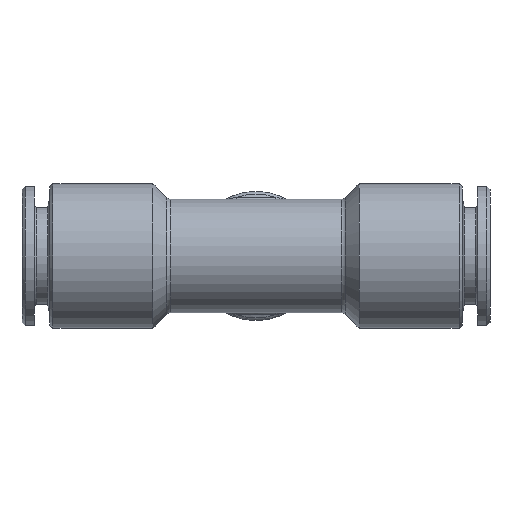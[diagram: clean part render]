
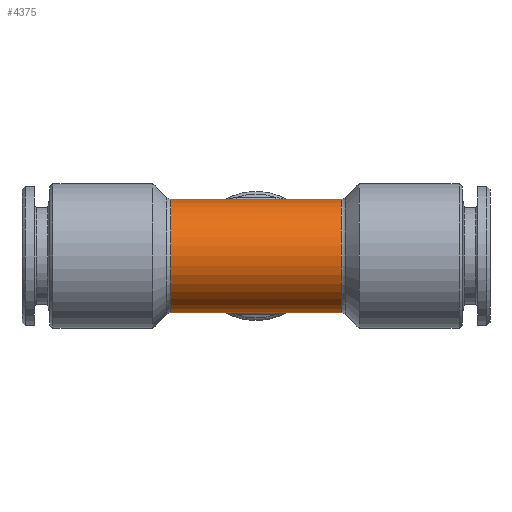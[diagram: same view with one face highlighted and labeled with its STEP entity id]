
A CAD part, front view. The second image highlights one B-rep face of the part: STEP entity #4375.
In plain terms, the highlighted cylindrical face has radius 5.5 mm (diameter 11 mm), a partial arc.
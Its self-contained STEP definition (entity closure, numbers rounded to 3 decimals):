
#2090 = DIRECTION ( 'NONE',  ( -1., 0., 0. ) ) ;
#2091 = CARTESIAN_POINT ( 'NONE',  ( -8.293, -9., 0. ) ) ;
#2092 = AXIS2_PLACEMENT_3D ( 'NONE', #2091, #2090, #2153 ) ;
#2093 = CIRCLE ( 'NONE', #2092, 5.5 ) ;
#2145 = CARTESIAN_POINT ( 'NONE',  ( 8.293, -9., -5.5 ) ) ;
#2146 = CARTESIAN_POINT ( 'NONE',  ( 8.293, -9., 5.5 ) ) ;
#2152 = CARTESIAN_POINT ( 'NONE',  ( -8.293, -9., -5.5 ) ) ;
#2153 = DIRECTION ( 'NONE',  ( 0., 0., -1. ) ) ;
#2198 = DIRECTION ( 'NONE',  ( 0., 0., -1. ) ) ;
#2199 = DIRECTION ( 'NONE',  ( -1., 0., 0. ) ) ;
#2200 = CARTESIAN_POINT ( 'NONE',  ( 0., -9., 0. ) ) ;
#2201 = AXIS2_PLACEMENT_3D ( 'NONE', #2200, #2199, #2198 ) ;
#2202 = CYLINDRICAL_SURFACE ( 'NONE', #2201, 5.5 ) ;
#2203 = FACE_OUTER_BOUND ( 'NONE', #4367, .T. ) ;
#2204 = DIRECTION ( 'NONE',  ( -1., 0., 0. ) ) ;
#2205 = VECTOR ( 'NONE', #2204, 1000. ) ;
#2206 = CARTESIAN_POINT ( 'NONE',  ( 0., -9., -5.5 ) ) ;
#2212 = LINE ( 'NONE', #2206, #2205 ) ;
#2225 = CARTESIAN_POINT ( 'NONE',  ( -8.293, -9., 5.5 ) ) ;
#2293 = DIRECTION ( 'NONE',  ( -1., 0., 0. ) ) ;
#2294 = VECTOR ( 'NONE', #2293, 1000. ) ;
#2295 = CARTESIAN_POINT ( 'NONE',  ( 0., -9., 5.5 ) ) ;
#2296 = LINE ( 'NONE', #2295, #2294 ) ;
#2297 = DIRECTION ( 'NONE',  ( 0., 0., -1. ) ) ;
#2298 = DIRECTION ( 'NONE',  ( -1., 0., 0. ) ) ;
#2299 = CARTESIAN_POINT ( 'NONE',  ( 8.293, -9., 0. ) ) ;
#2300 = AXIS2_PLACEMENT_3D ( 'NONE', #2299, #2298, #2297 ) ;
#2305 = CIRCLE ( 'NONE', #2300, 5.5 ) ;
#4334 = EDGE_CURVE ( 'NONE', #4335, #4386, #2093, .T. ) ;
#4335 = VERTEX_POINT ( 'NONE', #2152 ) ;
#4345 = VERTEX_POINT ( 'NONE', #2146 ) ;
#4346 = VERTEX_POINT ( 'NONE', #2145 ) ;
#4367 = EDGE_LOOP ( 'NONE', ( #4434, #4436, #4381, #4372 ) ) ;
#4372 = ORIENTED_EDGE ( 'NONE', *, *, #4373, .F. ) ;
#4373 = EDGE_CURVE ( 'NONE', #4346, #4335, #2212, .T. ) ;
#4375 = ADVANCED_FACE ( 'NONE', ( #2203 ), #2202, .T. ) ;
#4381 = ORIENTED_EDGE ( 'NONE', *, *, #4334, .F. ) ;
#4386 = VERTEX_POINT ( 'NONE', #2225 ) ;
#4434 = ORIENTED_EDGE ( 'NONE', *, *, #4435, .T. ) ;
#4435 = EDGE_CURVE ( 'NONE', #4346, #4345, #2305, .T. ) ;
#4436 = ORIENTED_EDGE ( 'NONE', *, *, #4437, .T. ) ;
#4437 = EDGE_CURVE ( 'NONE', #4345, #4386, #2296, .T. ) ;
